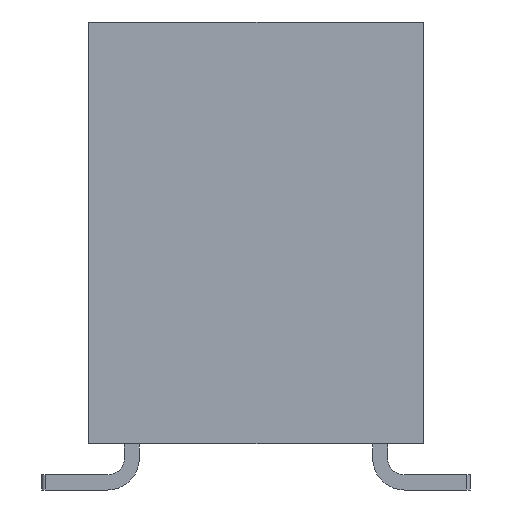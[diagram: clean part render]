
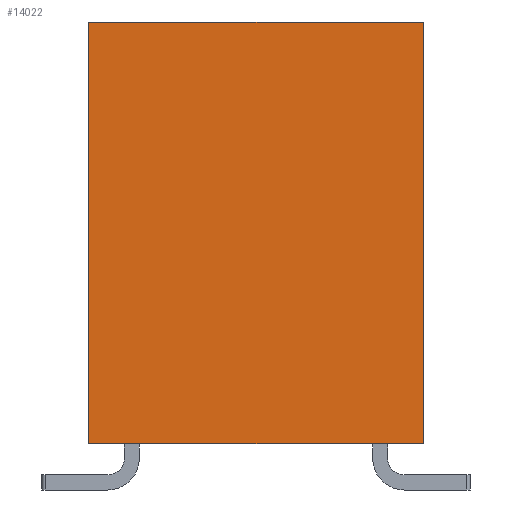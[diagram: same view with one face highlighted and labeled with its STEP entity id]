
A CAD part, left-side view. The second image highlights one B-rep face of the part: STEP entity #14022.
In plain terms, the highlighted planar face has unit normal (-1, 0, 0).
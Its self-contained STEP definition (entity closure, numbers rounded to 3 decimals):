
#976=FACE_OUTER_BOUND('',#1822,.T.);
#1822=EDGE_LOOP('',(#10475,#10476,#10477,#10478));
#2367=LINE('',#19676,#4059);
#3151=LINE('',#21246,#4843);
#3152=LINE('',#21247,#4844);
#3153=LINE('',#21248,#4845);
#4059=VECTOR('',#15723,10.);
#4843=VECTOR('',#17137,10.);
#4844=VECTOR('',#17138,10.);
#4845=VECTOR('',#17139,10.);
#5742=VERTEX_POINT('',#19669);
#5745=VERTEX_POINT('',#19674);
#6215=VERTEX_POINT('',#21244);
#6216=VERTEX_POINT('',#21245);
#7039=EDGE_CURVE('',#5745,#5742,#2367,.T.);
#7823=EDGE_CURVE('',#6215,#6216,#3151,.T.);
#7824=EDGE_CURVE('',#6215,#5742,#3152,.T.);
#7825=EDGE_CURVE('',#6216,#5745,#3153,.T.);
#10475=ORIENTED_EDGE('',*,*,#7823,.F.);
#10476=ORIENTED_EDGE('',*,*,#7824,.T.);
#10477=ORIENTED_EDGE('',*,*,#7039,.F.);
#10478=ORIENTED_EDGE('',*,*,#7825,.F.);
#13376=PLANE('',#14882);
#14022=ADVANCED_FACE('',(#976),#13376,.T.);
#14882=AXIS2_PLACEMENT_3D('',#21243,#17135,#17136);
#15723=DIRECTION('',(0.,-1.,0.));
#17135=DIRECTION('center_axis',(-1.,0.,0.));
#17136=DIRECTION('ref_axis',(0.,-1.,0.));
#17137=DIRECTION('',(0.,1.,0.));
#17138=DIRECTION('',(0.,0.,1.));
#17139=DIRECTION('',(0.,0.,1.));
#19669=CARTESIAN_POINT('',(-25.4,-2.54,7.1));
#19674=CARTESIAN_POINT('',(-25.4,2.54,7.1));
#19676=CARTESIAN_POINT('',(-25.4,-2.54,7.1));
#21243=CARTESIAN_POINT('Origin',(-25.4,2.54,0.7));
#21244=CARTESIAN_POINT('',(-25.4,-2.54,0.7));
#21245=CARTESIAN_POINT('',(-25.4,2.54,0.7));
#21246=CARTESIAN_POINT('',(-25.4,-2.54,0.7));
#21247=CARTESIAN_POINT('',(-25.4,-2.54,0.7));
#21248=CARTESIAN_POINT('',(-25.4,2.54,0.7));
